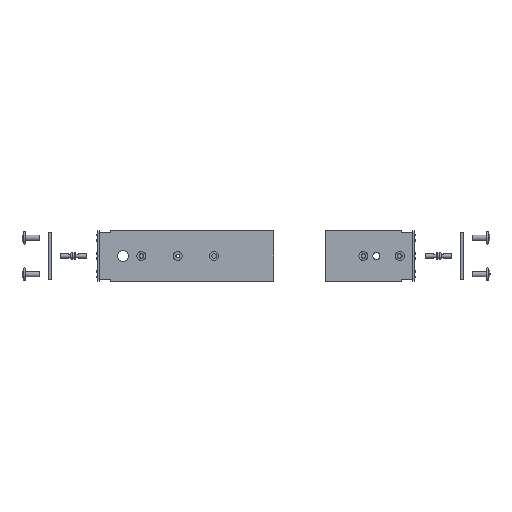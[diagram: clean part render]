
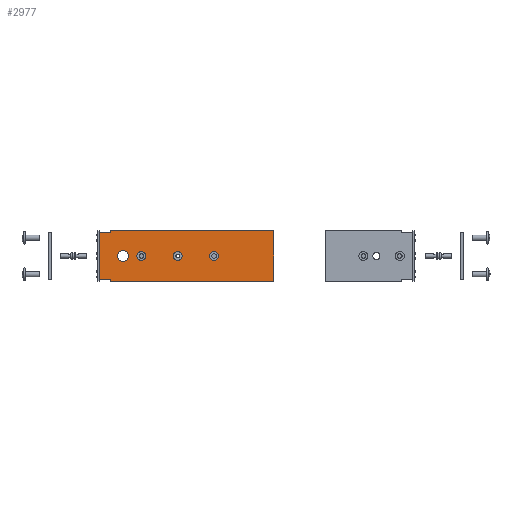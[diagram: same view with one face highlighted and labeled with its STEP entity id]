
A CAD part, front view. The second image highlights one B-rep face of the part: STEP entity #2977.
In plain terms, the highlighted face is planar.
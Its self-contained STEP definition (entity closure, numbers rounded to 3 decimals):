
#2393=CARTESIAN_POINT('',(-15.8,1.45,0.));
#2394=VERTEX_POINT('',#2393);
#2395=CARTESIAN_POINT('',(-20.55,1.45,0.0));
#2396=DIRECTION('',(0.0,-1.0,0.0));
#2397=DIRECTION('',(-1.0,0.0,0.0));
#2398=AXIS2_PLACEMENT_3D('',#2395,#2396,#2397);
#2399=CIRCLE('',#2398,4.75);
#2400=EDGE_CURVE('',#2394,#2394,#2399,.T.);
#2579=CARTESIAN_POINT('',(-96.1,1.45,0.));
#2580=VERTEX_POINT('',#2579);
#2581=CARTESIAN_POINT('',(-100.05,1.45,0.));
#2582=DIRECTION('',(0.0,-1.0,0.0));
#2583=DIRECTION('',(-1.0,0.0,0.0));
#2584=AXIS2_PLACEMENT_3D('',#2581,#2582,#2583);
#2585=CIRCLE('',#2584,3.95);
#2586=EDGE_CURVE('',#2580,#2580,#2585,.T.);
#2619=CARTESIAN_POINT('',(-64.35,1.45,0.));
#2620=VERTEX_POINT('',#2619);
#2621=CARTESIAN_POINT('',(-68.3,1.45,0.));
#2622=DIRECTION('',(0.0,-1.0,0.0));
#2623=DIRECTION('',(-1.0,0.0,0.0));
#2624=AXIS2_PLACEMENT_3D('',#2621,#2622,#2623);
#2625=CIRCLE('',#2624,3.95);
#2626=EDGE_CURVE('',#2620,#2620,#2625,.T.);
#2659=CARTESIAN_POINT('',(-32.6,1.45,0.));
#2660=VERTEX_POINT('',#2659);
#2661=CARTESIAN_POINT('',(-36.55,1.45,0.));
#2662=DIRECTION('',(0.0,-1.0,0.0));
#2663=DIRECTION('',(-1.0,0.0,0.0));
#2664=AXIS2_PLACEMENT_3D('',#2661,#2662,#2663);
#2665=CIRCLE('',#2664,3.95);
#2666=EDGE_CURVE('',#2660,#2660,#2665,.T.);
#2827=CARTESIAN_POINT('',(0.0,1.45,-20.35));
#2828=VERTEX_POINT('',#2827);
#2843=CARTESIAN_POINT('',(-9.3,1.45,-20.35));
#2844=VERTEX_POINT('',#2843);
#2851=CARTESIAN_POINT('',(0.0,1.45,-20.35));
#2852=DIRECTION('',(-1.0,0.0,0.0));
#2853=VECTOR('',#2852,9.3);
#2854=LINE('',#2851,#2853);
#2855=EDGE_CURVE('',#2828,#2844,#2854,.T.);
#2865=CARTESIAN_POINT('',(-9.3,1.45,-22.1));
#2866=VERTEX_POINT('',#2865);
#2867=CARTESIAN_POINT('',(-9.3,1.45,-20.35));
#2868=DIRECTION('',(0.0,0.0,-1.0));
#2869=VECTOR('',#2868,1.75);
#2870=LINE('',#2867,#2869);
#2871=EDGE_CURVE('',#2844,#2866,#2870,.T.);
#2910=CARTESIAN_POINT('',(-151.95,1.45,0.0));
#2911=DIRECTION('',(0.0,1.0,0.0));
#2912=DIRECTION('',(0.0,0.0,1.0));
#2913=AXIS2_PLACEMENT_3D('',#2910,#2911,#2912);
#2914=PLANE('',#2913);
#2915=ORIENTED_EDGE('',*,*,#2855,.T.);
#2916=ORIENTED_EDGE('',*,*,#2871,.T.);
#2917=CARTESIAN_POINT('',(-151.95,1.45,-22.1));
#2918=VERTEX_POINT('',#2917);
#2919=CARTESIAN_POINT('',(-9.3,1.45,-22.1));
#2920=DIRECTION('',(-1.0,0.0,0.0));
#2921=VECTOR('',#2920,142.65);
#2922=LINE('',#2919,#2921);
#2923=EDGE_CURVE('',#2866,#2918,#2922,.T.);
#2924=ORIENTED_EDGE('',*,*,#2923,.T.);
#2925=CARTESIAN_POINT('',(-151.95,1.45,22.1));
#2926=VERTEX_POINT('',#2925);
#2927=CARTESIAN_POINT('',(-151.95,1.45,-22.1));
#2928=DIRECTION('',(0.0,0.0,1.0));
#2929=VECTOR('',#2928,44.2);
#2930=LINE('',#2927,#2929);
#2931=EDGE_CURVE('',#2918,#2926,#2930,.T.);
#2932=ORIENTED_EDGE('',*,*,#2931,.T.);
#2933=CARTESIAN_POINT('',(-9.3,1.45,22.1));
#2934=VERTEX_POINT('',#2933);
#2935=CARTESIAN_POINT('',(-151.95,1.45,22.1));
#2936=DIRECTION('',(1.0,0.0,0.0));
#2937=VECTOR('',#2936,142.65);
#2938=LINE('',#2935,#2937);
#2939=EDGE_CURVE('',#2926,#2934,#2938,.T.);
#2940=ORIENTED_EDGE('',*,*,#2939,.T.);
#2941=CARTESIAN_POINT('',(-9.3,1.45,20.35));
#2942=VERTEX_POINT('',#2941);
#2943=CARTESIAN_POINT('',(-9.3,1.45,22.1));
#2944=DIRECTION('',(0.0,0.0,-1.0));
#2945=VECTOR('',#2944,1.75);
#2946=LINE('',#2943,#2945);
#2947=EDGE_CURVE('',#2934,#2942,#2946,.T.);
#2948=ORIENTED_EDGE('',*,*,#2947,.T.);
#2949=CARTESIAN_POINT('',(0.0,1.45,20.35));
#2950=VERTEX_POINT('',#2949);
#2951=CARTESIAN_POINT('',(-9.3,1.45,20.35));
#2952=DIRECTION('',(1.0,0.0,0.0));
#2953=VECTOR('',#2952,9.3);
#2954=LINE('',#2951,#2953);
#2955=EDGE_CURVE('',#2942,#2950,#2954,.T.);
#2956=ORIENTED_EDGE('',*,*,#2955,.T.);
#2957=CARTESIAN_POINT('',(0.0,1.45,-20.35));
#2958=DIRECTION('',(0.0,0.0,1.0));
#2959=VECTOR('',#2958,40.7);
#2960=LINE('',#2957,#2959);
#2961=EDGE_CURVE('',#2828,#2950,#2960,.T.);
#2962=ORIENTED_EDGE('',*,*,#2961,.F.);
#2963=EDGE_LOOP('',(#2915,#2916,#2924,#2932,#2940,#2948,#2956,#2962));
#2964=FACE_OUTER_BOUND('',#2963,.T.);
#2965=ORIENTED_EDGE('',*,*,#2400,.T.);
#2966=EDGE_LOOP('',(#2965));
#2967=FACE_BOUND('',#2966,.T.);
#2968=ORIENTED_EDGE('',*,*,#2586,.T.);
#2969=EDGE_LOOP('',(#2968));
#2970=FACE_BOUND('',#2969,.T.);
#2971=ORIENTED_EDGE('',*,*,#2626,.T.);
#2972=EDGE_LOOP('',(#2971));
#2973=FACE_BOUND('',#2972,.T.);
#2974=ORIENTED_EDGE('',*,*,#2666,.T.);
#2975=EDGE_LOOP('',(#2974));
#2976=FACE_BOUND('',#2975,.T.);
#2977=ADVANCED_FACE('',(#2964,#2967,#2970,#2973,#2976),#2914,.T.);
